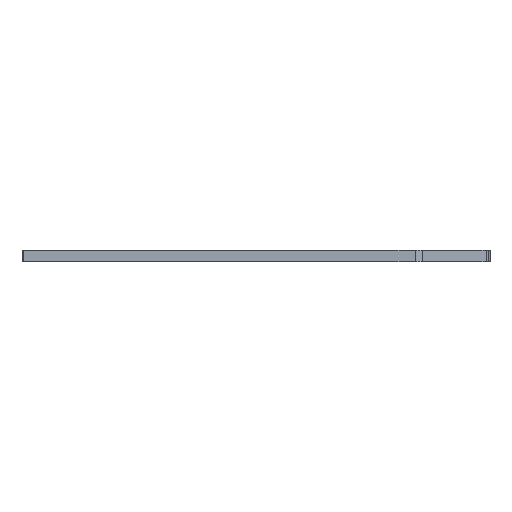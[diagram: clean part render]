
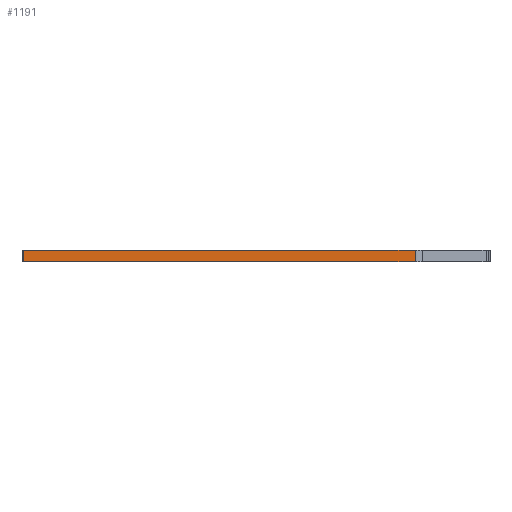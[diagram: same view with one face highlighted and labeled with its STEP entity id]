
A CAD part, left-side view. The second image highlights one B-rep face of the part: STEP entity #1191.
In plain terms, the highlighted planar face has unit normal (-1, 0, 0).
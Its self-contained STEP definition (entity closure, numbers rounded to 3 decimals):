
#257=CARTESIAN_POINT('',(154.272,-93.4,-7.48));
#258=VERTEX_POINT('',#257);
#266=CARTESIAN_POINT('',(154.272,-8.016,-7.48));
#267=VERTEX_POINT('',#266);
#268=CARTESIAN_POINT('',(154.272,-93.4,-7.48));
#269=DIRECTION('',(0.,1.,0.));
#270=VECTOR('',#269,85.384);
#271=LINE('',#268,#270);
#272=EDGE_CURVE('',#258,#267,#271,.T.);
#721=CARTESIAN_POINT('',(154.272,-8.016,-4.98));
#722=VERTEX_POINT('',#721);
#730=CARTESIAN_POINT('',(154.272,-93.4,-4.98));
#731=VERTEX_POINT('',#730);
#732=CARTESIAN_POINT('',(154.272,-93.4,-4.98));
#733=DIRECTION('',(0.,1.,0.));
#734=VECTOR('',#733,85.384);
#735=LINE('',#732,#734);
#736=EDGE_CURVE('',#731,#722,#735,.T.);
#1164=CARTESIAN_POINT('',(154.272,-8.016,-4.98));
#1165=DIRECTION('',(-0.,0.,-1.));
#1166=VECTOR('',#1165,2.5);
#1167=LINE('',#1164,#1166);
#1168=EDGE_CURVE('',#722,#267,#1167,.T.);
#1175=CARTESIAN_POINT('',(154.272,-50.708,-4.98));
#1176=DIRECTION('',(-1.,0.,0.));
#1177=DIRECTION('',(0.,-1.,-0.));
#1178=AXIS2_PLACEMENT_3D('',#1175,#1176,#1177);
#1179=PLANE('',#1178);
#1180=ORIENTED_EDGE('',*,*,#272,.F.);
#1181=CARTESIAN_POINT('',(154.272,-93.4,-4.98));
#1182=DIRECTION('',(-0.,0.,-1.));
#1183=VECTOR('',#1182,2.5);
#1184=LINE('',#1181,#1183);
#1185=EDGE_CURVE('',#731,#258,#1184,.T.);
#1186=ORIENTED_EDGE('',*,*,#1185,.F.);
#1187=ORIENTED_EDGE('',*,*,#736,.T.);
#1188=ORIENTED_EDGE('',*,*,#1168,.T.);
#1189=EDGE_LOOP('',(#1180,#1186,#1187,#1188));
#1190=FACE_BOUND('',#1189,.T.);
#1191=ADVANCED_FACE('',(#1190),#1179,.T.);
